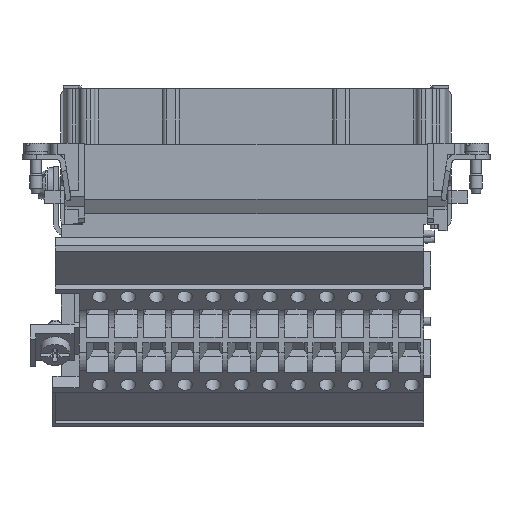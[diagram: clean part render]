
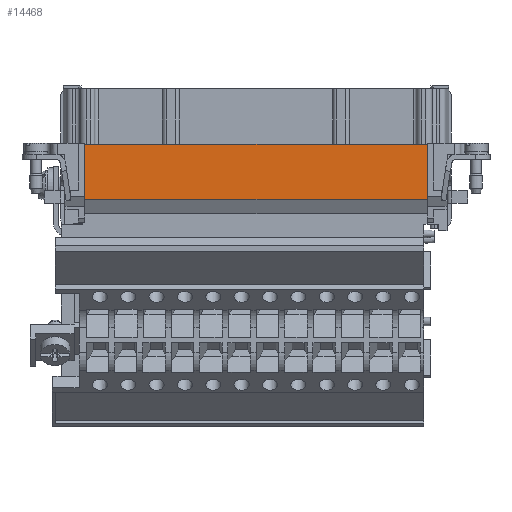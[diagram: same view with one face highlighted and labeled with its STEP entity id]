
A CAD part, front view. The second image highlights one B-rep face of the part: STEP entity #14468.
In plain terms, the highlighted planar face has unit normal (0, -1, 0).
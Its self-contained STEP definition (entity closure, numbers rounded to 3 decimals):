
#12756=FACE_OUTER_BOUND('',#18498,.T.);
#14468=ADVANCED_FACE('',(#12756),#15880,.T.);
#15880=PLANE('',#52518);
#18498=EDGE_LOOP('',(#26238,#26239,#26240,#26241,#26242,#26243));
#26238=ORIENTED_EDGE('',*,*,#32097,.T.);
#26239=ORIENTED_EDGE('',*,*,#31898,.T.);
#26240=ORIENTED_EDGE('',*,*,#35628,.T.);
#26241=ORIENTED_EDGE('',*,*,#31893,.F.);
#26242=ORIENTED_EDGE('',*,*,#35629,.T.);
#26243=ORIENTED_EDGE('',*,*,#35626,.F.);
#28618=VERTEX_POINT('',#65011);
#28619=VERTEX_POINT('',#65013);
#28623=VERTEX_POINT('',#65022);
#28624=VERTEX_POINT('',#65024);
#28803=VERTEX_POINT('',#65433);
#31255=VERTEX_POINT('',#73711);
#31893=EDGE_CURVE('',#28618,#28619,#40155,.T.);
#31898=EDGE_CURVE('',#28624,#28623,#40160,.T.);
#32097=EDGE_CURVE('',#28803,#28624,#40327,.T.);
#35626=EDGE_CURVE('',#28803,#31255,#42951,.T.);
#35628=EDGE_CURVE('',#28623,#28619,#42953,.T.);
#35629=EDGE_CURVE('',#28618,#31255,#42954,.T.);
#40155=LINE('',#65012,#43820);
#40160=LINE('',#65023,#43825);
#40327=LINE('',#65432,#43992);
#42951=LINE('',#73710,#46616);
#42953=LINE('',#73714,#46618);
#42954=LINE('',#73715,#46619);
#43820=VECTOR('',#53584,1.);
#43825=VECTOR('',#53591,1.);
#43992=VECTOR('',#53852,1.);
#46616=VECTOR('',#60432,1.);
#46618=VECTOR('',#60436,1.);
#46619=VECTOR('',#60437,1.);
#52518=AXIS2_PLACEMENT_3D('',#73716,#60438,#60439);
#53584=DIRECTION('',(0.,0.,1.));
#53591=DIRECTION('',(0.,0.,1.));
#53852=DIRECTION('',(0.,0.,1.));
#60432=DIRECTION('',(-1.,0.,0.));
#60436=DIRECTION('',(-1.,0.,0.));
#60437=DIRECTION('',(0.,0.,-1.));
#60438=DIRECTION('',(0.,-1.,0.));
#60439=DIRECTION('',(0.,0.,1.));
#65011=CARTESIAN_POINT('',(-40.45,-16.9,-8.973));
#65012=CARTESIAN_POINT('',(-40.45,-16.9,2.461));
#65013=CARTESIAN_POINT('',(-40.45,-16.9,3.581));
#65022=CARTESIAN_POINT('',(40.45,-16.9,3.581));
#65023=CARTESIAN_POINT('',(40.45,-16.9,-9.419));
#65024=CARTESIAN_POINT('',(40.45,-16.9,-8.973));
#65432=CARTESIAN_POINT('',(40.45,-16.9,-9.419));
#65433=CARTESIAN_POINT('',(40.45,-16.9,-9.419));
#73710=CARTESIAN_POINT('',(6.8,-16.9,-9.419));
#73711=CARTESIAN_POINT('',(-40.45,-16.9,-9.419));
#73714=CARTESIAN_POINT('',(6.9,-16.9,3.581));
#73715=CARTESIAN_POINT('',(-40.45,-16.9,2.461));
#73716=CARTESIAN_POINT('',(6.9,-16.9,-9.519));
